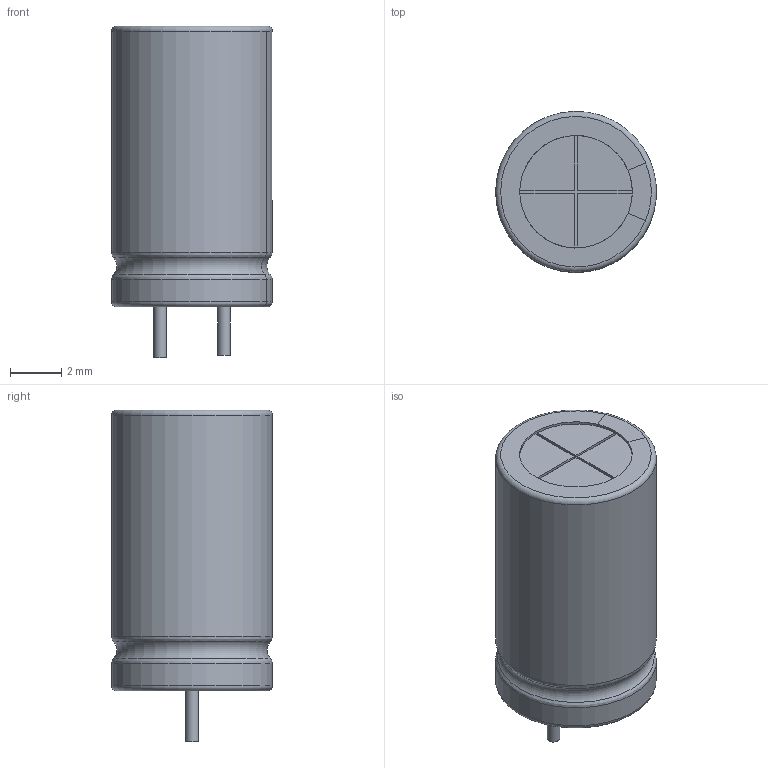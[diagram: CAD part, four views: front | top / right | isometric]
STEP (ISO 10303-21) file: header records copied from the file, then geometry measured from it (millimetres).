
FILE_DESCRIPTION(/* description */ (''),/* implementation_level */ '2;1');
FILE_NAME(/* name */ 'CP_Radial_D6.3mm_H11.0mm_P2.50mm.step',/* time_stamp */ '2022-08-28T23:49:24+03:00',/* author */ (''),/* organization */ (''),/* preprocessor_version */ 'ST-DEVELOPER v19',/* originating_system */ 'Autodesk Translation Framework v11.7.0.108',/* authorisation */ '');
FILE_SCHEMA (('AUTOMOTIVE_DESIGN { 1 0 10303 214 3 1 1 }'));
Length unit declared in the file: millimetre
Products named in the file (1): CP_Radial_D6.3mm_P2.50mm
Bounding box: 6.3 x 6.3 x 13 mm (x, y, z)
Volume: 334.8 mm3; surface area: 322.5 mm2
Topology: 1 solids, 2 shells, 44 faces, 104 edges, 67 vertices
Faces by surface type: plane 23, cylinder 12, torus 5, bspline 4
Full cylindrical faces by diameter (mm): 0.5 x2, 4.41 x1
Entity records: 1710 total; most frequent: CARTESIAN_POINT 566, DIRECTION 235, ORIENTED_EDGE 208, EDGE_CURVE 104, AXIS2_PLACEMENT_3D 94, VERTEX_POINT 67, CIRCLE 53, LINE 47
